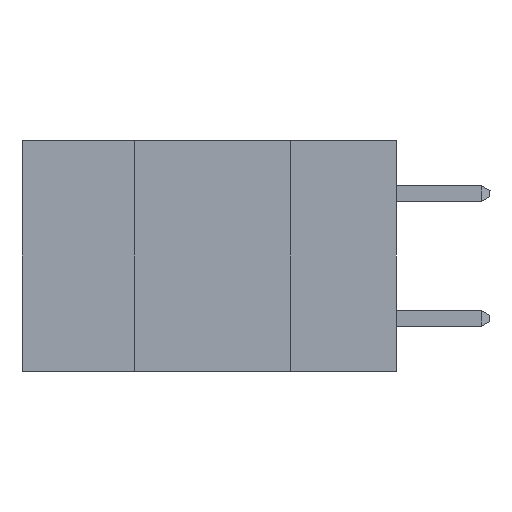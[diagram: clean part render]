
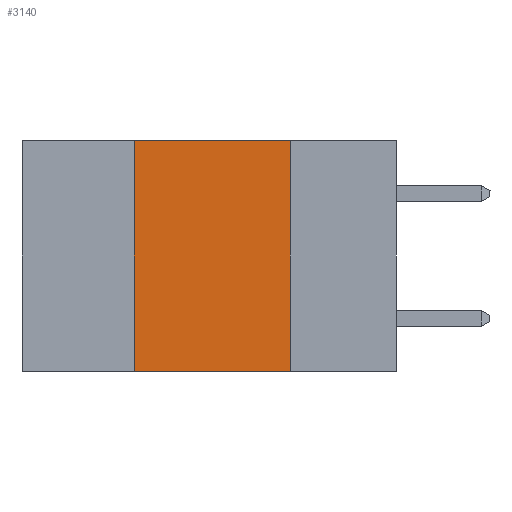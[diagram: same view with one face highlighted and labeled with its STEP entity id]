
A CAD part, left-side view. The second image highlights one B-rep face of the part: STEP entity #3140.
In plain terms, the highlighted planar face has unit normal (-1, 0, 0).
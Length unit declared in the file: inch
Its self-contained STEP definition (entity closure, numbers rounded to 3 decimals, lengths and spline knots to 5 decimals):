
#154 = DIRECTION ( 'NONE',  ( 0., 0., 1. ) ) ;
#158 = PLANE ( 'NONE',  #15598 ) ;
#194 = CARTESIAN_POINT ( 'NONE',  ( 0., 0.17, 0. ) ) ;
#235 = CARTESIAN_POINT ( 'NONE',  ( 0., 0.6, 0. ) ) ;
#293 = CARTESIAN_POINT ( 'NONE',  ( 0., 0.42, 0. ) ) ;
#1189 = VECTOR ( 'NONE', #15406, 39.37008 ) ;
#1656 = DIRECTION ( 'NONE',  ( 0., 0., -1. ) ) ;
#2875 = CARTESIAN_POINT ( 'NONE',  ( 0., 0.42, -0.37 ) ) ;
#3140 = ADVANCED_FACE ( 'NONE', ( #16063 ), #158, .F. ) ;
#3665 = CARTESIAN_POINT ( 'NONE',  ( 0., 0.17, 0. ) ) ;
#4226 = CARTESIAN_POINT ( 'NONE',  ( 0., 0.42, 0. ) ) ;
#4645 = VERTEX_POINT ( 'NONE', #7461 ) ;
#4841 = EDGE_LOOP ( 'NONE', ( #16136, #19049, #17737, #14332 ) ) ;
#5868 = EDGE_CURVE ( 'NONE', #8308, #12041, #10889, .T. ) ;
#6846 = VECTOR ( 'NONE', #154, 39.37008 ) ;
#7017 = VECTOR ( 'NONE', #1656, 39.37008 ) ;
#7362 = DIRECTION ( 'NONE',  ( 0., -1., 0. ) ) ;
#7461 = CARTESIAN_POINT ( 'NONE',  ( 0., 0.17, -0.37 ) ) ;
#8308 = VERTEX_POINT ( 'NONE', #2875 ) ;
#8540 = DIRECTION ( 'NONE',  ( 1., 0., 0. ) ) ;
#9956 = EDGE_CURVE ( 'NONE', #8308, #4645, #14148, .T. ) ;
#10889 = LINE ( 'NONE', #293, #6846 ) ;
#11826 = DIRECTION ( 'NONE',  ( 0., 0., -1. ) ) ;
#12041 = VERTEX_POINT ( 'NONE', #4226 ) ;
#12723 = LINE ( 'NONE', #16804, #1189 ) ;
#13057 = EDGE_CURVE ( 'NONE', #12041, #16153, #12723, .T. ) ;
#14148 = LINE ( 'NONE', #14846, #16161 ) ;
#14332 = ORIENTED_EDGE ( 'NONE', *, *, #9956, .T. ) ;
#14846 = CARTESIAN_POINT ( 'NONE',  ( 0., 0.6, -0.37 ) ) ;
#15406 = DIRECTION ( 'NONE',  ( 0., -1., 0. ) ) ;
#15598 = AXIS2_PLACEMENT_3D ( 'NONE', #235, #8540, #11826 ) ;
#16063 = FACE_OUTER_BOUND ( 'NONE', #4841, .T. ) ;
#16136 = ORIENTED_EDGE ( 'NONE', *, *, #18981, .F. ) ;
#16153 = VERTEX_POINT ( 'NONE', #3665 ) ;
#16161 = VECTOR ( 'NONE', #7362, 39.37008 ) ;
#16804 = CARTESIAN_POINT ( 'NONE',  ( 0., 0.6, 0. ) ) ;
#17737 = ORIENTED_EDGE ( 'NONE', *, *, #5868, .F. ) ;
#18842 = LINE ( 'NONE', #194, #7017 ) ;
#18981 = EDGE_CURVE ( 'NONE', #16153, #4645, #18842, .T. ) ;
#19049 = ORIENTED_EDGE ( 'NONE', *, *, #13057, .F. ) ;
